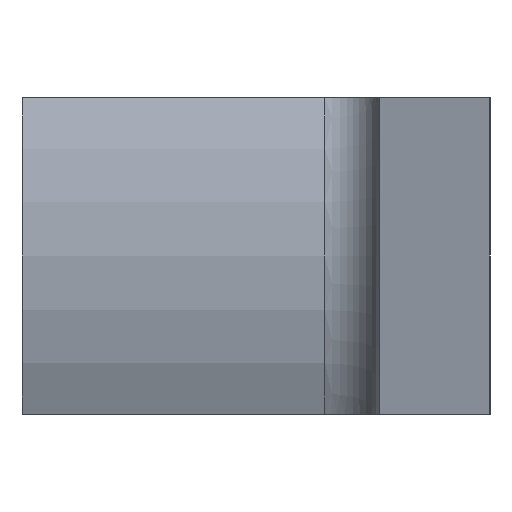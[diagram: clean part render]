
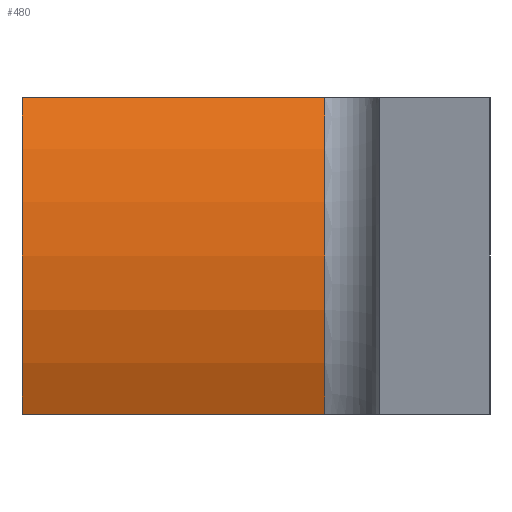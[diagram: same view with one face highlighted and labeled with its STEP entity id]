
A CAD part, left-side view. The second image highlights one B-rep face of the part: STEP entity #480.
In plain terms, the highlighted cylindrical face has radius 54 mm (diameter 108 mm), a partial arc.
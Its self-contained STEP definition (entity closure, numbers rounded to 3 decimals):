
#26 = CARTESIAN_POINT ( 'NONE',  ( -48.857, 68., -23. ) ) ;
#78 = VECTOR ( 'NONE', #2222, 1000. ) ;
#99 = EDGE_LOOP ( 'NONE', ( #1905, #939, #2160, #1226 ) ) ;
#157 = DIRECTION ( 'NONE',  ( 0., 1., 0. ) ) ;
#208 = VERTEX_POINT ( 'NONE', #26 ) ;
#333 = CIRCLE ( 'NONE', #441, 54. ) ;
#354 = VERTEX_POINT ( 'NONE', #2148 ) ;
#358 = DIRECTION ( 'NONE',  ( 0., 0., 1. ) ) ;
#441 = AXIS2_PLACEMENT_3D ( 'NONE', #1739, #543, #358 ) ;
#480 = ADVANCED_FACE ( 'NONE', ( #1778 ), #879, .T. ) ;
#543 = DIRECTION ( 'NONE',  ( 0., 1., 0. ) ) ;
#602 = CARTESIAN_POINT ( 'NONE',  ( -48.857, -220.711, -23. ) ) ;
#656 = CIRCLE ( 'NONE', #1502, 54. ) ;
#707 = DIRECTION ( 'NONE',  ( 0., 0., 1. ) ) ;
#760 = DIRECTION ( 'NONE',  ( 0., 1., 0. ) ) ;
#769 = EDGE_CURVE ( 'NONE', #2224, #354, #1534, .T. ) ;
#829 = AXIS2_PLACEMENT_3D ( 'NONE', #1588, #157, #707 ) ;
#879 = CYLINDRICAL_SURFACE ( 'NONE', #829, 54. ) ;
#939 = ORIENTED_EDGE ( 'NONE', *, *, #1821, .T. ) ;
#1122 = DIRECTION ( 'NONE',  ( 0., -1., 0. ) ) ;
#1131 = DIRECTION ( 'NONE',  ( 0., 0., 1. ) ) ;
#1226 = ORIENTED_EDGE ( 'NONE', *, *, #1299, .F. ) ;
#1297 = LINE ( 'NONE', #602, #1578 ) ;
#1299 = EDGE_CURVE ( 'NONE', #208, #2224, #656, .T. ) ;
#1452 = CARTESIAN_POINT ( 'NONE',  ( 0., 68., 0. ) ) ;
#1502 = AXIS2_PLACEMENT_3D ( 'NONE', #1452, #760, #1131 ) ;
#1534 = LINE ( 'NONE', #2239, #78 ) ;
#1578 = VECTOR ( 'NONE', #1122, 1000. ) ;
#1588 = CARTESIAN_POINT ( 'NONE',  ( 0., -220.711, 0. ) ) ;
#1739 = CARTESIAN_POINT ( 'NONE',  ( 0., 24., 0. ) ) ;
#1778 = FACE_OUTER_BOUND ( 'NONE', #99, .T. ) ;
#1821 = EDGE_CURVE ( 'NONE', #2173, #354, #333, .T. ) ;
#1863 = CARTESIAN_POINT ( 'NONE',  ( -48.857, 24., -23. ) ) ;
#1905 = ORIENTED_EDGE ( 'NONE', *, *, #1965, .T. ) ;
#1965 = EDGE_CURVE ( 'NONE', #208, #2173, #1297, .T. ) ;
#2148 = CARTESIAN_POINT ( 'NONE',  ( -48.857, 24., 23. ) ) ;
#2160 = ORIENTED_EDGE ( 'NONE', *, *, #769, .F. ) ;
#2173 = VERTEX_POINT ( 'NONE', #1863 ) ;
#2222 = DIRECTION ( 'NONE',  ( 0., -1., 0. ) ) ;
#2224 = VERTEX_POINT ( 'NONE', #2278 ) ;
#2239 = CARTESIAN_POINT ( 'NONE',  ( -48.857, -220.711, 23. ) ) ;
#2278 = CARTESIAN_POINT ( 'NONE',  ( -48.857, 68., 23. ) ) ;
